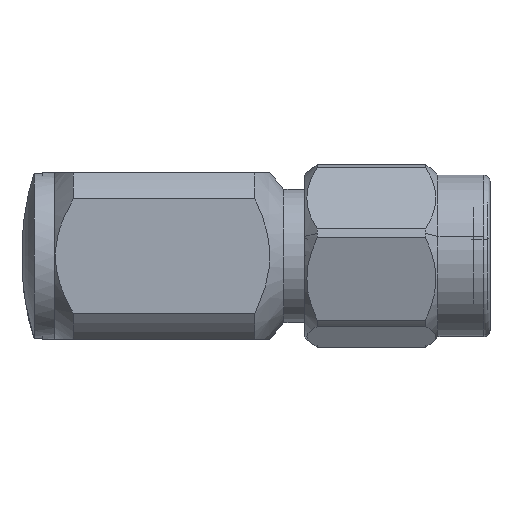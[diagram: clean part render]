
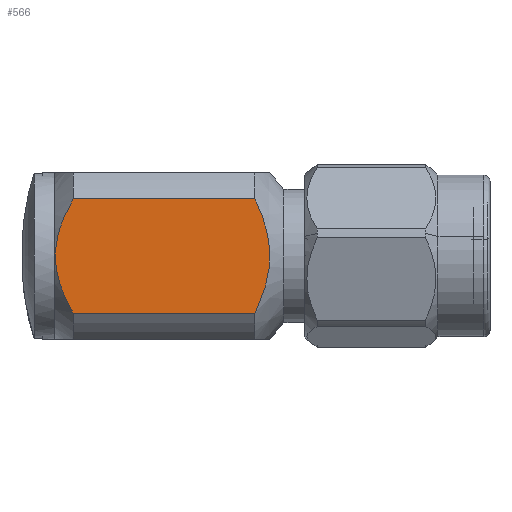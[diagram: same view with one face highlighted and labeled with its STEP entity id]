
A CAD part, left-side view. The second image highlights one B-rep face of the part: STEP entity #566.
In plain terms, the highlighted face is planar.
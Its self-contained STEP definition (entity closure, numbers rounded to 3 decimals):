
#41 = CARTESIAN_POINT ( 'NONE',  ( 780.635, 448.153, 1.198 ) ) ;
#67 = CARTESIAN_POINT ( 'NONE',  ( 780.556, 448.153, -0.928 ) ) ;
#416 = CARTESIAN_POINT ( 'NONE',  ( 789.936, 448.153, 2.745 ) ) ;
#435 = EDGE_CURVE ( 'NONE', #4730, #2984, #1127, .T. ) ;
#469 = CARTESIAN_POINT ( 'NONE',  ( 790.515, 448.153, 1.518 ) ) ;
#529 = CARTESIAN_POINT ( 'NONE',  ( 780.488, 448.153, 0.224 ) ) ;
#554 = CARTESIAN_POINT ( 'NONE',  ( 781.204, 448.153, -2.745 ) ) ;
#566 = ADVANCED_FACE ( 'NONE', ( #4762 ), #2010, .F. ) ;
#604 = CARTESIAN_POINT ( 'NONE',  ( 790.552, 448.153, -1.413 ) ) ;
#741 = VECTOR ( 'NONE', #2788, 1000. ) ;
#907 = CARTESIAN_POINT ( 'NONE',  ( 790.246, 448.153, 2.171 ) ) ;
#957 = CARTESIAN_POINT ( 'NONE',  ( 790.582, 448.153, -1.321 ) ) ;
#968 = CARTESIAN_POINT ( 'NONE',  ( 780.662, 448.153, 1.304 ) ) ;
#977 = VERTEX_POINT ( 'NONE', #5480 ) ;
#982 = CARTESIAN_POINT ( 'NONE',  ( 790.544, 448.153, 1.436 ) ) ;
#1015 = CARTESIAN_POINT ( 'NONE',  ( 790.713, 448.153, 0.937 ) ) ;
#1027 = CARTESIAN_POINT ( 'NONE',  ( 780.698, 448.153, -1.436 ) ) ;
#1047 = CARTESIAN_POINT ( 'NONE',  ( 790.542, 448.153, 1.441 ) ) ;
#1080 = CARTESIAN_POINT ( 'NONE',  ( 789.936, 448.153, -2.745 ) ) ;
#1127 = B_SPLINE_CURVE_WITH_KNOTS ( 'NONE', 3,
 ( #416, #2215, #907, #2247, #2715, #469, #3724, #5015, #1047, #982, #1015, #2884, #2852, #5074, #1911, #2819, #957, #2353, #4125, #604, #2790, #5109, #1412, #1080 ),
 .UNSPECIFIED., .F., .F.,
 ( 4, 1, 1, 1, 1, 1, 2, 2, 2, 1, 1, 1, 1, 1, 2, 2, 4 ),
 ( 0., 0.125, 0.188, 0.219, 0.234, 0.242, 0.246, 0.25, 0.5, 0.625, 0.688, 0.719, 0.734, 0.742, 0.746, 0.75, 1. ),
 .UNSPECIFIED. ) ;
#1364 = CARTESIAN_POINT ( 'NONE',  ( 780.706, 448.153, -1.462 ) ) ;
#1412 = CARTESIAN_POINT ( 'NONE',  ( 790.204, 448.153, -2.277 ) ) ;
#1448 = LINE ( 'NONE', #3741, #1971 ) ;
#1479 = CARTESIAN_POINT ( 'NONE',  ( 781.204, 448.153, 2.745 ) ) ;
#1529 = ORIENTED_EDGE ( 'NONE', *, *, #2851, .F. ) ;
#1585 = EDGE_LOOP ( 'NONE', ( #3396, #5617, #1529, #4028 ) ) ;
#1749 = VERTEX_POINT ( 'NONE', #3212 ) ;
#1839 = CARTESIAN_POINT ( 'NONE',  ( 780.682, 448.153, 1.379 ) ) ;
#1889 = CARTESIAN_POINT ( 'NONE',  ( 781.091, 448.153, -2.508 ) ) ;
#1911 = CARTESIAN_POINT ( 'NONE',  ( 790.674, 448.153, -1.003 ) ) ;
#1940 = CARTESIAN_POINT ( 'NONE',  ( 793.609, 448.153, -2.745 ) ) ;
#1971 = VECTOR ( 'NONE', #3798, 1000. ) ;
#2010 = PLANE ( 'NONE',  #3930 ) ;
#2215 = CARTESIAN_POINT ( 'NONE',  ( 790.07, 448.153, 2.511 ) ) ;
#2247 = CARTESIAN_POINT ( 'NONE',  ( 790.41, 448.153, 1.793 ) ) ;
#2353 = CARTESIAN_POINT ( 'NONE',  ( 790.564, 448.153, -1.374 ) ) ;
#2362 = CARTESIAN_POINT ( 'NONE',  ( 780.745, 448.153, -1.594 ) ) ;
#2393 = CARTESIAN_POINT ( 'NONE',  ( 789.936, 448.153, -2.745 ) ) ;
#2663 = EDGE_CURVE ( 'NONE', #1749, #2984, #3254, .T. ) ;
#2715 = CARTESIAN_POINT ( 'NONE',  ( 790.482, 448.153, 1.609 ) ) ;
#2743 = CARTESIAN_POINT ( 'NONE',  ( 780.689, 448.153, 1.403 ) ) ;
#2788 = DIRECTION ( 'NONE',  ( 1., 0., 0. ) ) ;
#2790 = CARTESIAN_POINT ( 'NONE',  ( 790.549, 448.153, -1.422 ) ) ;
#2819 = CARTESIAN_POINT ( 'NONE',  ( 790.615, 448.153, -1.214 ) ) ;
#2851 = EDGE_CURVE ( 'NONE', #4730, #977, #1448, .T. ) ;
#2852 = CARTESIAN_POINT ( 'NONE',  ( 790.796, 448.153, -0.233 ) ) ;
#2884 = CARTESIAN_POINT ( 'NONE',  ( 790.796, 448.153, 0.458 ) ) ;
#2984 = VERTEX_POINT ( 'NONE', #2393 ) ;
#3186 = CARTESIAN_POINT ( 'NONE',  ( 780.804, 448.153, -1.78 ) ) ;
#3209 = CARTESIAN_POINT ( 'NONE',  ( 780.942, 448.153, -2.163 ) ) ;
#3212 = CARTESIAN_POINT ( 'NONE',  ( 781.204, 448.153, -2.745 ) ) ;
#3254 = LINE ( 'NONE', #1940, #741 ) ;
#3396 = ORIENTED_EDGE ( 'NONE', *, *, #2663, .F. ) ;
#3436 = DIRECTION ( 'NONE',  ( 0., -1., 0. ) ) ;
#3595 = CARTESIAN_POINT ( 'NONE',  ( 780.977, 448.153, 2.27 ) ) ;
#3675 = CARTESIAN_POINT ( 'NONE',  ( 780.686, 448.153, 1.394 ) ) ;
#3706 = CARTESIAN_POINT ( 'NONE',  ( 780.513, 448.153, 0.572 ) ) ;
#3724 = CARTESIAN_POINT ( 'NONE',  ( 790.531, 448.153, 1.473 ) ) ;
#3741 = CARTESIAN_POINT ( 'NONE',  ( 793.609, 448.153, 2.745 ) ) ;
#3798 = DIRECTION ( 'NONE',  ( -1., 0., 0. ) ) ;
#3930 = AXIS2_PLACEMENT_3D ( 'NONE', #4316, #3436, #5141 ) ;
#4028 = ORIENTED_EDGE ( 'NONE', *, *, #435, .T. ) ;
#4032 = CARTESIAN_POINT ( 'NONE',  ( 780.695, 448.153, -1.425 ) ) ;
#4058 = CARTESIAN_POINT ( 'NONE',  ( 780.587, 448.153, 0.988 ) ) ;
#4125 = CARTESIAN_POINT ( 'NONE',  ( 790.557, 448.153, -1.397 ) ) ;
#4276 = B_SPLINE_CURVE_WITH_KNOTS ( 'NONE', 3,
 ( #554, #1889, #3209, #3186, #2362, #4972, #1364, #1027, #4032, #67, #4998, #529, #3706, #4058, #41, #968, #5499, #1839, #3675, #2743, #4530, #3595, #1479 ),
 .UNSPECIFIED., .F., .F.,
 ( 4, 1, 1, 1, 1, 2, 2, 2, 1, 1, 1, 1, 1, 2, 2, 4 ),
 ( 0., 0.125, 0.188, 0.219, 0.234, 0.242, 0.25, 0.5, 0.625, 0.687, 0.719, 0.734, 0.742, 0.746, 0.75, 1. ),
 .UNSPECIFIED. ) ;
#4316 = CARTESIAN_POINT ( 'NONE',  ( 790.815, 448.153, -4. ) ) ;
#4530 = CARTESIAN_POINT ( 'NONE',  ( 780.806, 448.153, 1.825 ) ) ;
#4587 = CARTESIAN_POINT ( 'NONE',  ( 789.936, 448.153, 2.745 ) ) ;
#4730 = VERTEX_POINT ( 'NONE', #4587 ) ;
#4762 = FACE_OUTER_BOUND ( 'NONE', #1585, .T. ) ;
#4776 = EDGE_CURVE ( 'NONE', #1749, #977, #4276, .T. ) ;
#4972 = CARTESIAN_POINT ( 'NONE',  ( 780.717, 448.153, -1.502 ) ) ;
#4998 = CARTESIAN_POINT ( 'NONE',  ( 780.488, 448.153, -0.461 ) ) ;
#5015 = CARTESIAN_POINT ( 'NONE',  ( 790.538, 448.153, 1.454 ) ) ;
#5074 = CARTESIAN_POINT ( 'NONE',  ( 790.765, 448.153, -0.583 ) ) ;
#5109 = CARTESIAN_POINT ( 'NONE',  ( 790.407, 448.153, -1.838 ) ) ;
#5141 = DIRECTION ( 'NONE',  ( 0., 0., -1. ) ) ;
#5480 = CARTESIAN_POINT ( 'NONE',  ( 781.204, 448.153, 2.745 ) ) ;
#5499 = CARTESIAN_POINT ( 'NONE',  ( 780.676, 448.153, 1.357 ) ) ;
#5617 = ORIENTED_EDGE ( 'NONE', *, *, #4776, .T. ) ;
